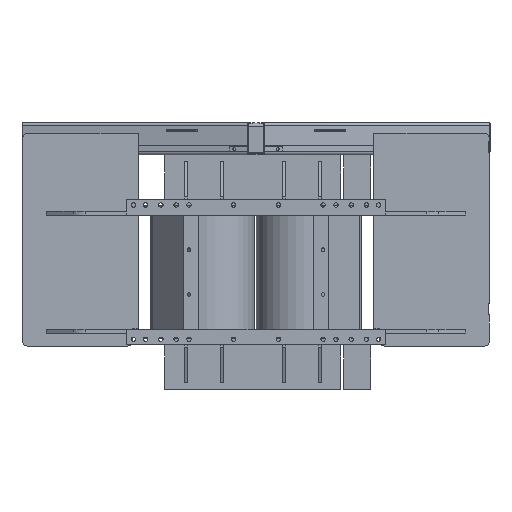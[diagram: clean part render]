
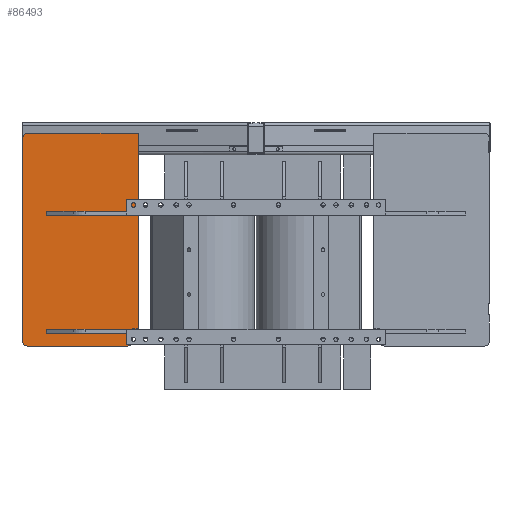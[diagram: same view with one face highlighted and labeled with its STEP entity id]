
A CAD part, front view. The second image highlights one B-rep face of the part: STEP entity #86493.
In plain terms, the highlighted planar face has unit normal (0, -1, 0).
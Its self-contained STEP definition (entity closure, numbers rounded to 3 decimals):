
#639 = LINE ( 'NONE', #36303, #69090 ) ;
#1677 = FACE_OUTER_BOUND ( 'NONE', #53698, .T. ) ;
#1810 = EDGE_CURVE ( 'NONE', #49344, #54471, #36274, .T. ) ;
#5227 = DIRECTION ( 'NONE',  ( 0., 0., -1. ) ) ;
#5855 = ORIENTED_EDGE ( 'NONE', *, *, #88113, .T. ) ;
#7950 = EDGE_CURVE ( 'NONE', #54471, #67846, #82636, .T. ) ;
#8602 = EDGE_CURVE ( 'NONE', #63208, #78336, #10732, .T. ) ;
#9844 = ORIENTED_EDGE ( 'NONE', *, *, #1810, .T. ) ;
#10732 = LINE ( 'NONE', #87060, #19978 ) ;
#11413 = CARTESIAN_POINT ( 'NONE',  ( -1226.489, -240., -360. ) ) ;
#12669 = CARTESIAN_POINT ( 'NONE',  ( -648.489, -240., -298. ) ) ;
#12960 = CARTESIAN_POINT ( 'NONE',  ( -618.489, -240., -298. ) ) ;
#14770 = CARTESIAN_POINT ( 'NONE',  ( -678.489, -240., -360. ) ) ;
#15964 = AXIS2_PLACEMENT_3D ( 'NONE', #64378, #55691, #83630 ) ;
#16107 = DIRECTION ( 'NONE',  ( 0., -1., 0. ) ) ;
#16406 = CARTESIAN_POINT ( 'NONE',  ( -1196.489, -240., 700. ) ) ;
#16563 = EDGE_CURVE ( 'NONE', #22666, #67101, #639, .T. ) ;
#16662 = ORIENTED_EDGE ( 'NONE', *, *, #38622, .F. ) ;
#17923 = ORIENTED_EDGE ( 'NONE', *, *, #16563, .T. ) ;
#18344 = DIRECTION ( 'NONE',  ( 0., 0., -1. ) ) ;
#19978 = VECTOR ( 'NONE', #79341, 1000. ) ;
#20468 = EDGE_CURVE ( 'NONE', #59560, #28885, #69581, .T. ) ;
#22666 = VERTEX_POINT ( 'NONE', #41905 ) ;
#23080 = EDGE_CURVE ( 'NONE', #43777, #67846, #50903, .T. ) ;
#23672 = DIRECTION ( 'NONE',  ( -1., 0., 0. ) ) ;
#24574 = VECTOR ( 'NONE', #82865, 1000. ) ;
#25665 = AXIS2_PLACEMENT_3D ( 'NONE', #50144, #56582, #78079 ) ;
#28885 = VERTEX_POINT ( 'NONE', #39567 ) ;
#30553 = DIRECTION ( 'NONE',  ( 0., -1., 0. ) ) ;
#31710 = CARTESIAN_POINT ( 'NONE',  ( -618.489, -240., -390. ) ) ;
#31832 = EDGE_CURVE ( 'NONE', #64271, #22666, #37625, .T. ) ;
#32061 = LINE ( 'NONE', #74626, #84689 ) ;
#33529 = LINE ( 'NONE', #12960, #70129 ) ;
#34994 = DIRECTION ( 'NONE',  ( 0., 0., -1. ) ) ;
#35003 = CIRCLE ( 'NONE', #15964, 30. ) ;
#35856 = CARTESIAN_POINT ( 'NONE',  ( -648.489, -240., -390. ) ) ;
#36274 = LINE ( 'NONE', #57752, #89851 ) ;
#36303 = CARTESIAN_POINT ( 'NONE',  ( -1226.489, -240., 700. ) ) ;
#37625 = CIRCLE ( 'NONE', #49301, 30. ) ;
#38244 = CARTESIAN_POINT ( 'NONE',  ( -648.489, -240., -360. ) ) ;
#38622 = EDGE_CURVE ( 'NONE', #28885, #78832, #88923, .T. ) ;
#39567 = CARTESIAN_POINT ( 'NONE',  ( -618.489, -240., 298. ) ) ;
#39868 = ORIENTED_EDGE ( 'NONE', *, *, #31832, .T. ) ;
#40459 = EDGE_CURVE ( 'NONE', #78336, #59560, #32061, .T. ) ;
#41300 = EDGE_CURVE ( 'NONE', #78832, #43777, #33529, .T. ) ;
#41905 = CARTESIAN_POINT ( 'NONE',  ( -1226.489, -240., 700. ) ) ;
#42161 = VECTOR ( 'NONE', #63669, 1000. ) ;
#43547 = DIRECTION ( 'NONE',  ( 1., 0., 0. ) ) ;
#43691 = ORIENTED_EDGE ( 'NONE', *, *, #61753, .T. ) ;
#43777 = VERTEX_POINT ( 'NONE', #12669 ) ;
#43954 = DIRECTION ( 'NONE',  ( 1., 0., 0. ) ) ;
#46850 = CARTESIAN_POINT ( 'NONE',  ( -648.489, -240., 320. ) ) ;
#47216 = DIRECTION ( 'NONE',  ( -1., 0., 0. ) ) ;
#48305 = ORIENTED_EDGE ( 'NONE', *, *, #51178, .F. ) ;
#48514 = ORIENTED_EDGE ( 'NONE', *, *, #20468, .F. ) ;
#49301 = AXIS2_PLACEMENT_3D ( 'NONE', #16406, #30553, #23672 ) ;
#49344 = VERTEX_POINT ( 'NONE', #56475 ) ;
#50144 = CARTESIAN_POINT ( 'NONE',  ( -1178.489, -240., -358. ) ) ;
#50579 = PLANE ( 'NONE',  #25665 ) ;
#50770 = CARTESIAN_POINT ( 'NONE',  ( -648.489, -240., 298. ) ) ;
#50903 = LINE ( 'NONE', #35856, #51675 ) ;
#51178 = EDGE_CURVE ( 'NONE', #59933, #63208, #74268, .T. ) ;
#51675 = VECTOR ( 'NONE', #34994, 1000. ) ;
#52470 = CARTESIAN_POINT ( 'NONE',  ( -618.489, -240., 730. ) ) ;
#53698 = EDGE_LOOP ( 'NONE', ( #17923, #5855, #9844, #56712, #56445, #75520, #16662, #48514, #66843, #67084, #48305, #43691, #39868 ) ) ;
#54471 = VERTEX_POINT ( 'NONE', #57426 ) ;
#55691 = DIRECTION ( 'NONE',  ( 0., -1., 0. ) ) ;
#56445 = ORIENTED_EDGE ( 'NONE', *, *, #23080, .F. ) ;
#56475 = CARTESIAN_POINT ( 'NONE',  ( -1196.489, -240., -390. ) ) ;
#56582 = DIRECTION ( 'NONE',  ( 0., -1., 0. ) ) ;
#56712 = ORIENTED_EDGE ( 'NONE', *, *, #7950, .T. ) ;
#57426 = CARTESIAN_POINT ( 'NONE',  ( -678.489, -240., -390. ) ) ;
#57752 = CARTESIAN_POINT ( 'NONE',  ( -1196.489, -240., -390. ) ) ;
#57864 = VECTOR ( 'NONE', #5227, 1000. ) ;
#59560 = VERTEX_POINT ( 'NONE', #50770 ) ;
#59933 = VERTEX_POINT ( 'NONE', #52470 ) ;
#60745 = VECTOR ( 'NONE', #67345, 1000. ) ;
#61753 = EDGE_CURVE ( 'NONE', #59933, #64271, #79192, .T. ) ;
#63208 = VERTEX_POINT ( 'NONE', #78527 ) ;
#63237 = CARTESIAN_POINT ( 'NONE',  ( -1196.489, -240., 730. ) ) ;
#63669 = DIRECTION ( 'NONE',  ( -1., 0., 0. ) ) ;
#64241 = DIRECTION ( 'NONE',  ( 0., 0., -1. ) ) ;
#64271 = VERTEX_POINT ( 'NONE', #80324 ) ;
#64378 = CARTESIAN_POINT ( 'NONE',  ( -1196.489, -240., -360. ) ) ;
#66843 = ORIENTED_EDGE ( 'NONE', *, *, #40459, .F. ) ;
#67084 = ORIENTED_EDGE ( 'NONE', *, *, #8602, .F. ) ;
#67101 = VERTEX_POINT ( 'NONE', #11413 ) ;
#67345 = DIRECTION ( 'NONE',  ( 0., 0., -1. ) ) ;
#67846 = VERTEX_POINT ( 'NONE', #38244 ) ;
#67891 = CARTESIAN_POINT ( 'NONE',  ( -618.489, -240., -390. ) ) ;
#68042 = AXIS2_PLACEMENT_3D ( 'NONE', #14770, #16107, #43954 ) ;
#69090 = VECTOR ( 'NONE', #64241, 1000. ) ;
#69133 = CARTESIAN_POINT ( 'NONE',  ( -618.489, -240., 298. ) ) ;
#69581 = LINE ( 'NONE', #69133, #24574 ) ;
#70129 = VECTOR ( 'NONE', #47216, 1000. ) ;
#73726 = CARTESIAN_POINT ( 'NONE',  ( -618.489, -240., -298. ) ) ;
#74268 = LINE ( 'NONE', #31710, #60745 ) ;
#74626 = CARTESIAN_POINT ( 'NONE',  ( -648.489, -240., 320. ) ) ;
#75520 = ORIENTED_EDGE ( 'NONE', *, *, #41300, .F. ) ;
#78079 = DIRECTION ( 'NONE',  ( 0., 0., -1. ) ) ;
#78336 = VERTEX_POINT ( 'NONE', #46850 ) ;
#78527 = CARTESIAN_POINT ( 'NONE',  ( -618.489, -240., 320. ) ) ;
#78832 = VERTEX_POINT ( 'NONE', #73726 ) ;
#79192 = LINE ( 'NONE', #63237, #42161 ) ;
#79341 = DIRECTION ( 'NONE',  ( -1., 0., 0. ) ) ;
#80324 = CARTESIAN_POINT ( 'NONE',  ( -1196.489, -240., 730. ) ) ;
#82636 = CIRCLE ( 'NONE', #68042, 30. ) ;
#82865 = DIRECTION ( 'NONE',  ( 1., 0., 0. ) ) ;
#83630 = DIRECTION ( 'NONE',  ( 1., 0., 0. ) ) ;
#84689 = VECTOR ( 'NONE', #18344, 1000. ) ;
#86493 = ADVANCED_FACE ( 'NONE', ( #1677 ), #50579, .T. ) ;
#87060 = CARTESIAN_POINT ( 'NONE',  ( -618.489, -240., 320. ) ) ;
#88113 = EDGE_CURVE ( 'NONE', #67101, #49344, #35003, .T. ) ;
#88923 = LINE ( 'NONE', #67891, #57864 ) ;
#89851 = VECTOR ( 'NONE', #43547, 1000. ) ;
